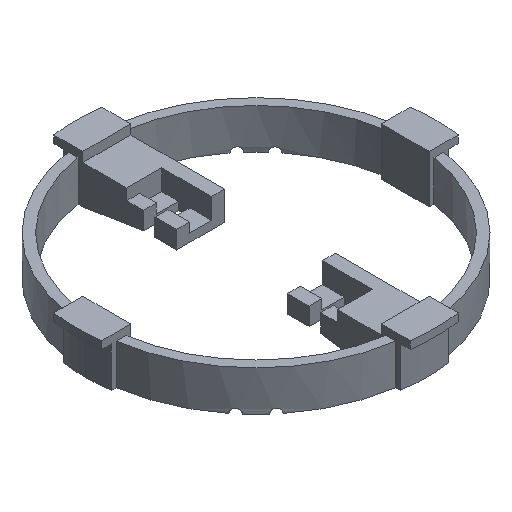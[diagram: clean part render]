
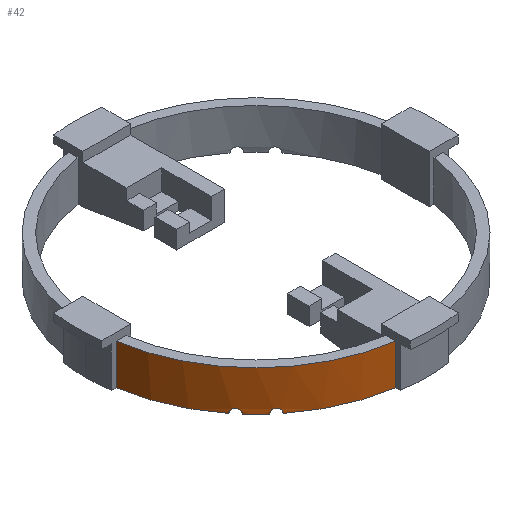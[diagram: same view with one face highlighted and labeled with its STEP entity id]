
A CAD part, isometric view. The second image highlights one B-rep face of the part: STEP entity #42.
In plain terms, the highlighted cylindrical face has radius 17.25 mm (diameter 34.5 mm), a partial arc.
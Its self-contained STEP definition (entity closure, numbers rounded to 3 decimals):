
#42=ADVANCED_FACE('',(#130),#1563,.T.);
#130=FACE_OUTER_BOUND('',#218,.T.);
#218=EDGE_LOOP('',(#423,#424,#425,#426,#427,#428,#429,#430));
#423=ORIENTED_EDGE('',*,*,#970,.T.);
#424=ORIENTED_EDGE('',*,*,#902,.T.);
#425=ORIENTED_EDGE('',*,*,#903,.T.);
#426=ORIENTED_EDGE('',*,*,#904,.T.);
#427=ORIENTED_EDGE('',*,*,#878,.F.);
#428=ORIENTED_EDGE('',*,*,#905,.T.);
#429=ORIENTED_EDGE('',*,*,#966,.T.);
#430=ORIENTED_EDGE('',*,*,#906,.T.);
#878=EDGE_CURVE('',#1444,#1445,#1240,.T.);
#902=EDGE_CURVE('',#1461,#1462,#1102,.T.);
#903=EDGE_CURVE('',#1462,#1463,#1262,.T.);
#904=EDGE_CURVE('',#1463,#1445,#1103,.T.);
#905=EDGE_CURVE('',#1444,#1464,#1104,.T.);
#906=EDGE_CURVE('',#1465,#1460,#1105,.T.);
#966=EDGE_CURVE('',#1464,#1465,#1286,.T.);
#970=EDGE_CURVE('',#1460,#1461,#1288,.T.);
#1102=TRIMMED_CURVE($,#1154,(#2592),(#2593),.T.,.CARTESIAN.);
#1103=TRIMMED_CURVE($,#1155,(#2597),(#2598),.T.,.CARTESIAN.);
#1104=TRIMMED_CURVE($,#1156,(#2600),(#2601),.T.,.CARTESIAN.);
#1105=TRIMMED_CURVE($,#1157,(#2603),(#2604),.T.,.CARTESIAN.);
#1154=CIRCLE('',#1831,17.25);
#1155=CIRCLE('',#1832,17.25);
#1156=CIRCLE('',#1833,17.25);
#1157=CIRCLE('',#1834,17.25);
#1240=B_SPLINE_CURVE_WITH_KNOTS('',1,(#2541,#2542),.UNSPECIFIED.,.F.,.F.,
(2,2),(0.,4.2),.UNSPECIFIED.);
#1262=B_SPLINE_CURVE_WITH_KNOTS('',1,(#2594,#2595),.UNSPECIFIED.,.F.,.F.,
(2,2),(0.,4.2),.UNSPECIFIED.);
#1286=B_SPLINE_CURVE_WITH_KNOTS('',3,(#2830,#2831,#2832,#2833,#2834,#2835,
#2836,#2837,#2838,#2839,#2840),.UNSPECIFIED.,.F.,.F.,(4,2,3,2,4),(-1.612,
-1.209,-0.806,-0.403,0.),
 .UNSPECIFIED.);
#1288=B_SPLINE_CURVE_WITH_KNOTS('',3,(#2856,#2857,#2858,#2859,#2860,#2861,
#2862,#2863,#2864,#2865,#2866),.UNSPECIFIED.,.F.,.F.,(4,2,3,2,4),(-1.612,
-1.209,-0.806,-0.403,0.),
 .UNSPECIFIED.);
#1444=VERTEX_POINT('',#2261);
#1445=VERTEX_POINT('',#2262);
#1460=VERTEX_POINT('',#2277);
#1461=VERTEX_POINT('',#2278);
#1462=VERTEX_POINT('',#2279);
#1463=VERTEX_POINT('',#2280);
#1464=VERTEX_POINT('',#2281);
#1465=VERTEX_POINT('',#2282);
#1563=CYLINDRICAL_SURFACE('',#1749,17.25);
#1749=AXIS2_PLACEMENT_3D('',#2135,#1885,$);
#1831=AXIS2_PLACEMENT_3D($,#2591,#1989,#1990);
#1832=AXIS2_PLACEMENT_3D($,#2596,#1991,#1992);
#1833=AXIS2_PLACEMENT_3D($,#2599,#1993,#1994);
#1834=AXIS2_PLACEMENT_3D($,#2602,#1995,#1996);
#1885=DIRECTION('',(0.,0.,1.));
#1989=DIRECTION('',(0.,0.,1.));
#1990=DIRECTION('',(-0.62,-0.784,0.));
#1991=DIRECTION('',(0.,0.,-1.));
#1992=DIRECTION('',(-0.145,-0.989,0.));
#1993=DIRECTION('',(0.,0.,1.));
#1994=DIRECTION('',(-0.989,-0.145,0.));
#1995=DIRECTION('',(0.,0.,1.));
#1996=DIRECTION('',(-0.747,-0.665,0.));
#2135=CARTESIAN_POINT('',(0.,0.,2.1));
#2261=CARTESIAN_POINT('',(-17.068,-2.5,0.));
#2262=CARTESIAN_POINT('',(-17.068,-2.5,4.2));
#2277=CARTESIAN_POINT('',(-11.466,-12.887,0.));
#2278=CARTESIAN_POINT('',(-10.7,-13.53,0.));
#2279=CARTESIAN_POINT('',(-2.5,-17.068,0.));
#2280=CARTESIAN_POINT('',(-2.5,-17.068,4.2));
#2281=CARTESIAN_POINT('',(-13.53,-10.7,0.));
#2282=CARTESIAN_POINT('',(-12.887,-11.466,0.));
#2541=CARTESIAN_POINT('',(-17.068,-2.5,0.));
#2542=CARTESIAN_POINT('',(-17.068,-2.5,4.2));
#2591=CARTESIAN_POINT('',(0.,0.,0.));
#2592=CARTESIAN_POINT('',(-10.7,-13.53,0.));
#2593=CARTESIAN_POINT('',(-2.5,-17.068,0.));
#2594=CARTESIAN_POINT('',(-2.5,-17.068,0.));
#2595=CARTESIAN_POINT('',(-2.5,-17.068,4.2));
#2596=CARTESIAN_POINT('',(0.,0.,4.2));
#2597=CARTESIAN_POINT('',(-2.5,-17.068,4.2));
#2598=CARTESIAN_POINT('',(-17.068,-2.5,4.2));
#2599=CARTESIAN_POINT('',(0.,0.,0.));
#2600=CARTESIAN_POINT('',(-17.068,-2.5,0.));
#2601=CARTESIAN_POINT('',(-13.53,-10.7,0.));
#2602=CARTESIAN_POINT('',(0.,0.,0.));
#2603=CARTESIAN_POINT('',(-12.887,-11.466,0.));
#2604=CARTESIAN_POINT('',(-11.466,-12.887,0.));
#2830=CARTESIAN_POINT('',(-13.53,-10.7,0.));
#2831=CARTESIAN_POINT('',(-13.53,-10.7,0.133));
#2832=CARTESIAN_POINT('',(-13.498,-10.742,0.26));
#2833=CARTESIAN_POINT('',(-13.38,-10.888,0.447));
#2834=CARTESIAN_POINT('',(-13.3,-10.986,0.5));
#2835=CARTESIAN_POINT('',(-13.214,-11.088,0.5));
#2836=CARTESIAN_POINT('',(-13.129,-11.19,0.5));
#2837=CARTESIAN_POINT('',(-13.046,-11.286,0.447));
#2838=CARTESIAN_POINT('',(-12.922,-11.427,0.26));
#2839=CARTESIAN_POINT('',(-12.887,-11.466,0.133));
#2840=CARTESIAN_POINT('',(-12.887,-11.466,0.));
#2856=CARTESIAN_POINT('',(-11.466,-12.887,0.));
#2857=CARTESIAN_POINT('',(-11.466,-12.887,0.133));
#2858=CARTESIAN_POINT('',(-11.427,-12.922,0.26));
#2859=CARTESIAN_POINT('',(-11.286,-13.046,0.447));
#2860=CARTESIAN_POINT('',(-11.19,-13.129,0.5));
#2861=CARTESIAN_POINT('',(-11.088,-13.214,0.5));
#2862=CARTESIAN_POINT('',(-10.986,-13.3,0.5));
#2863=CARTESIAN_POINT('',(-10.888,-13.38,0.447));
#2864=CARTESIAN_POINT('',(-10.742,-13.498,0.26));
#2865=CARTESIAN_POINT('',(-10.7,-13.53,0.133));
#2866=CARTESIAN_POINT('',(-10.7,-13.53,0.));
